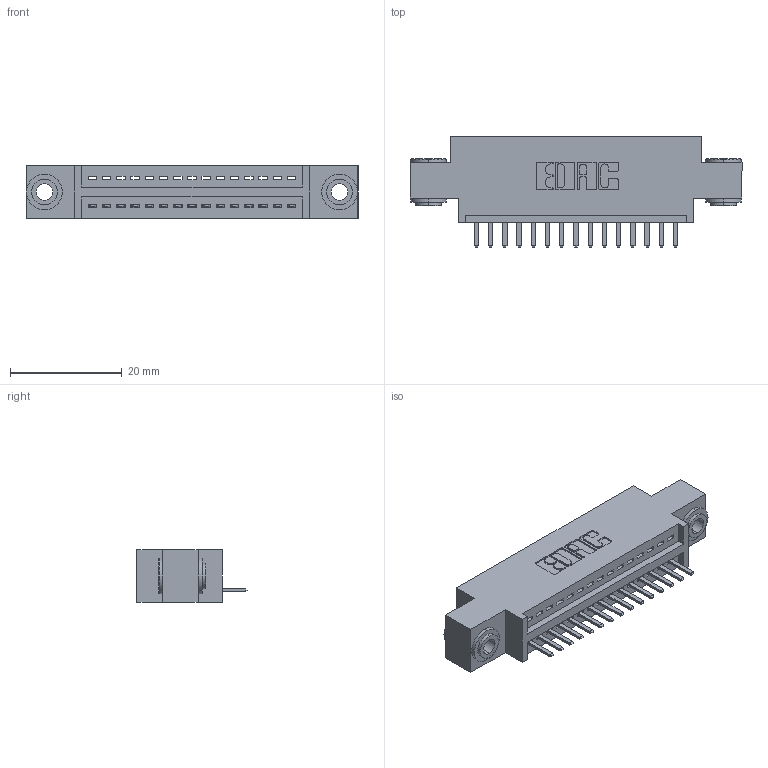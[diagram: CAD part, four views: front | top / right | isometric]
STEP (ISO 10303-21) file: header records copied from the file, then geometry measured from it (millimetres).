
FILE_DESCRIPTION (( 'STEP AP203' ), '1' );
FILE_NAME ('395-015-520-603.STEP', '2019-10-16T05:47:41', ( '' ), ( '' ), 'SwSTEP 2.0', 'SolidWorks 2016', '' );
FILE_SCHEMA (( 'CONFIG_CONTROL_DESIGN' ));
Length unit declared in the file: inch
Products named in the file (4): 345-292-001_345-293-120; 395-015-520-603; 345 Part_0.170 Offset - 0.156 Dia-TH; 345-250-002_345-250-002-102
Assembly tree (18 placements, depth 2):
  395-015-520-603
    345 Part_0.170 Offset - 0.156 Dia-TH
    345-292-001_345-293-120  x15
    345-250-002_345-250-002-102  x2
Bounding box: 59.31 x 19.68 x 9.4 mm (x, y, z)
Volume: 5274.9 mm3; surface area: 6842.8 mm2
Topology: 18 solids, 18 shells, 1098 faces, 3189 edges, 2082 vertices
Faces by surface type: plane 724, cylinder 366, cone 8
Entity records: 15820 total; most frequent: CARTESIAN_POINT 2732, ORIENTED_EDGE 2662, DIRECTION 2443, EDGE_CURVE 1331, VECTOR 1111, LINE 1111, VERTEX_POINT 882, AXIS2_PLACEMENT_3D 666
